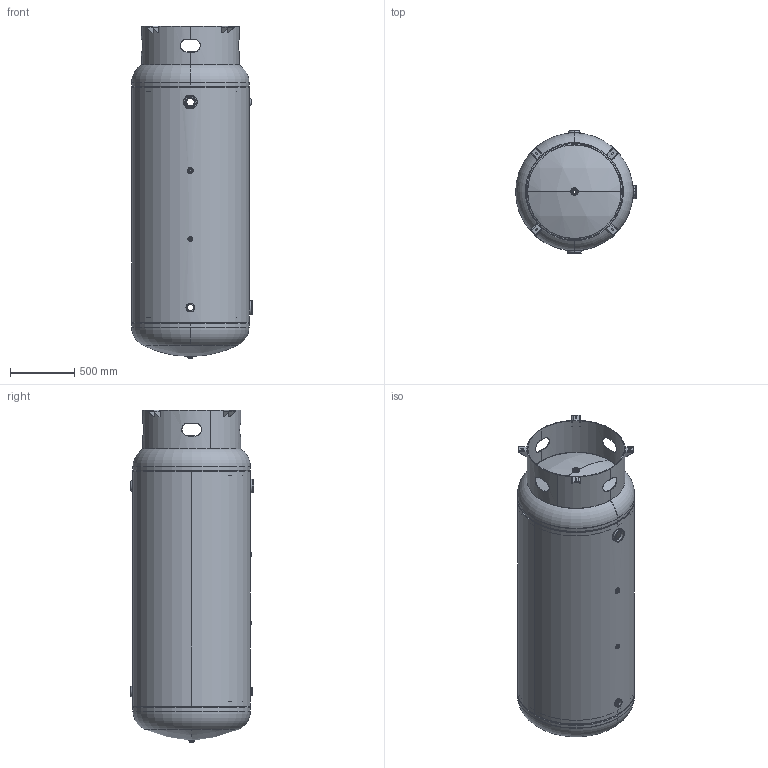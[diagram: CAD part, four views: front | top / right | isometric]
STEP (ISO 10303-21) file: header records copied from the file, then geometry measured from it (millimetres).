
FILE_DESCRIPTION (( 'STEP AP203' ), '1' );
FILE_NAME ('302432.STEP', '2012-02-14T19:00:05', ( '' ), ( '' ), 'SwSTEP 2.0', 'SolidWorks 2011', '' );
FILE_SCHEMA (( 'CONFIG_CONTROL_DESIGN' ));
Length unit declared in the file: inch
Products named in the file (1): 302432
Bounding box: 939.8 x 961.69 x 2585.21 mm (x, y, z)
Surface area: 16037443.3 mm2 (no closed solid volume)
Topology: 0 solids, 30 shells, 271 faces, 772 edges, 503 vertices
Faces by surface type: plane 88, cylinder 86, torus 76, bspline 13, sphere 8
Full cylindrical faces by diameter (mm): 905.713 x1, 914.4 x1
Entity records: 14670 total; most frequent: CARTESIAN_POINT 7527, DIRECTION 1589, ORIENTED_EDGE 1280, EDGE_CURVE 772, AXIS2_PLACEMENT_3D 648, VERTEX_POINT 503, CIRCLE 389, EDGE_LOOP 316
